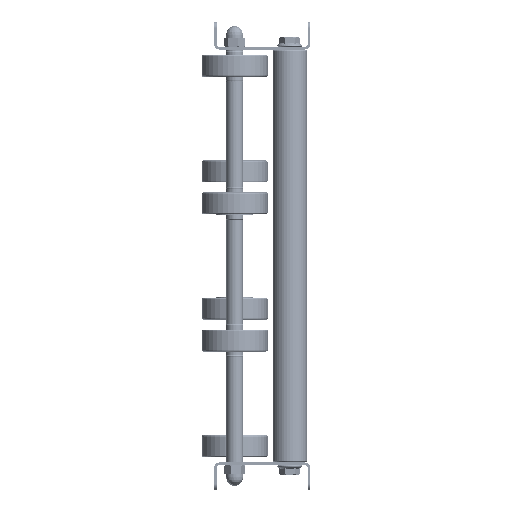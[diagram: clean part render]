
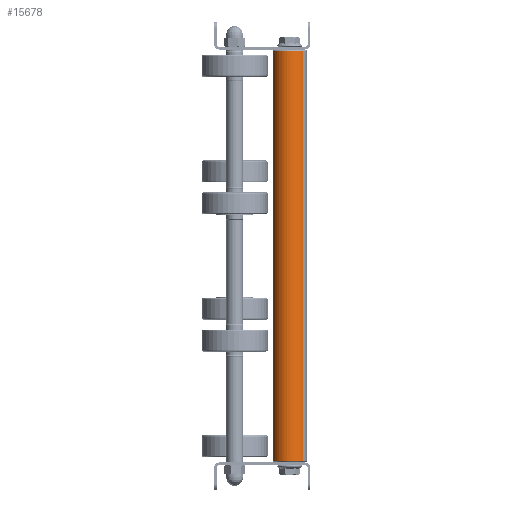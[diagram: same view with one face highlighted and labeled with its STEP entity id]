
A CAD part, left-side view. The second image highlights one B-rep face of the part: STEP entity #15678.
In plain terms, the highlighted cylindrical face has radius 12.5 mm (diameter 25 mm), a partial arc.
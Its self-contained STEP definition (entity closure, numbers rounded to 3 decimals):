
#27 = EDGE_CURVE ( 'NONE', #6753, #23528, #8403, .T. ) ;
#412 = DIRECTION ( 'NONE',  ( 1., 0., 0. ) ) ;
#2030 = EDGE_CURVE ( 'NONE', #16390, #6753, #15754, .T. ) ;
#2280 = LINE ( 'NONE', #19277, #6221 ) ;
#3516 = CARTESIAN_POINT ( 'NONE',  ( 300., 0., 0. ) ) ;
#3669 = ORIENTED_EDGE ( 'NONE', *, *, #13415, .F. ) ;
#4564 = ORIENTED_EDGE ( 'NONE', *, *, #27, .T. ) ;
#4745 = DIRECTION ( 'NONE',  ( -1., 0., 0. ) ) ;
#5388 = FACE_OUTER_BOUND ( 'NONE', #10374, .T. ) ;
#5473 = CARTESIAN_POINT ( 'NONE',  ( 299., 0., 12.5 ) ) ;
#5777 = VERTEX_POINT ( 'NONE', #18432 ) ;
#6221 = VECTOR ( 'NONE', #11451, 1000. ) ;
#6694 = CARTESIAN_POINT ( 'NONE',  ( 299., 0., -12.5 ) ) ;
#6753 = VERTEX_POINT ( 'NONE', #5473 ) ;
#7614 = DIRECTION ( 'NONE',  ( 0., 0., 1. ) ) ;
#8010 = DIRECTION ( 'NONE',  ( 0., 0., -1. ) ) ;
#8403 = LINE ( 'NONE', #19582, #13096 ) ;
#9857 = CARTESIAN_POINT ( 'NONE',  ( 1., 0., 0. ) ) ;
#10374 = EDGE_LOOP ( 'NONE', ( #3669, #17243, #4564, #16990 ) ) ;
#11401 = AXIS2_PLACEMENT_3D ( 'NONE', #21742, #4745, #17416 ) ;
#11451 = DIRECTION ( 'NONE',  ( -1., 0., 0. ) ) ;
#11630 = AXIS2_PLACEMENT_3D ( 'NONE', #9857, #412, #8010 ) ;
#13096 = VECTOR ( 'NONE', #15716, 1000. ) ;
#13415 = EDGE_CURVE ( 'NONE', #16390, #5777, #2280, .T. ) ;
#15678 = ADVANCED_FACE ( 'NONE', ( #5388 ), #22388, .T. ) ;
#15716 = DIRECTION ( 'NONE',  ( -1., 0., 0. ) ) ;
#15754 = CIRCLE ( 'NONE', #11401, 12.5 ) ;
#16390 = VERTEX_POINT ( 'NONE', #6694 ) ;
#16788 = DIRECTION ( 'NONE',  ( -1., 0., 0. ) ) ;
#16990 = ORIENTED_EDGE ( 'NONE', *, *, #19583, .T. ) ;
#17243 = ORIENTED_EDGE ( 'NONE', *, *, #2030, .T. ) ;
#17416 = DIRECTION ( 'NONE',  ( 0., 0., -1. ) ) ;
#17437 = AXIS2_PLACEMENT_3D ( 'NONE', #3516, #16788, #7614 ) ;
#18409 = CARTESIAN_POINT ( 'NONE',  ( 1., 0., 12.5 ) ) ;
#18432 = CARTESIAN_POINT ( 'NONE',  ( 1., 0., -12.5 ) ) ;
#19277 = CARTESIAN_POINT ( 'NONE',  ( 300., 0., -12.5 ) ) ;
#19582 = CARTESIAN_POINT ( 'NONE',  ( 300., 0., 12.5 ) ) ;
#19583 = EDGE_CURVE ( 'NONE', #23528, #5777, #19960, .T. ) ;
#19960 = CIRCLE ( 'NONE', #11630, 12.5 ) ;
#21742 = CARTESIAN_POINT ( 'NONE',  ( 299., 0., 0. ) ) ;
#22388 = CYLINDRICAL_SURFACE ( 'NONE', #17437, 12.5 ) ;
#23528 = VERTEX_POINT ( 'NONE', #18409 ) ;
